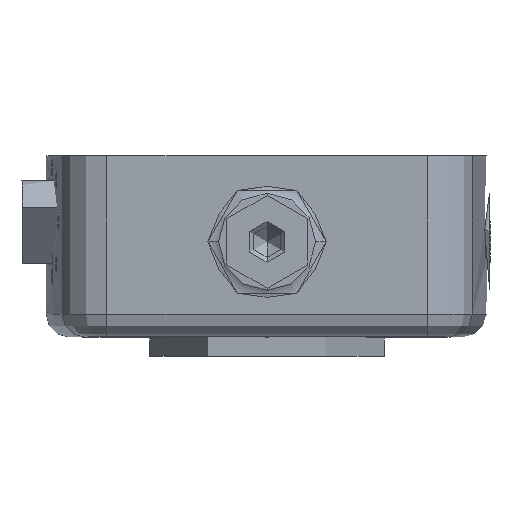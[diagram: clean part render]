
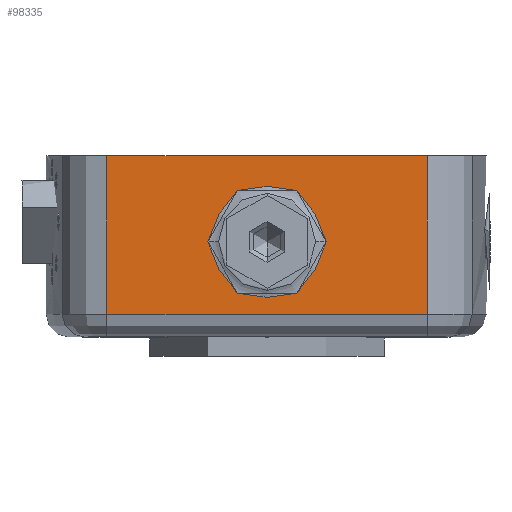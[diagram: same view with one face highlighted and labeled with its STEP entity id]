
A CAD part, front view. The second image highlights one B-rep face of the part: STEP entity #98335.
In plain terms, the highlighted planar face has unit normal (0, -1, 0).
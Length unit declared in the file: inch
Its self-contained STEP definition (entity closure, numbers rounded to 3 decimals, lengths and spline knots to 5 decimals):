
#7093 = ORIENTED_EDGE ( 'NONE', *, *, #162721, .T. ) ;
#8411 = CARTESIAN_POINT ( 'NONE',  ( 0.70689, -0.97, 0.013 ) ) ;
#10511 = ORIENTED_EDGE ( 'NONE', *, *, #100783, .T. ) ;
#13343 = DIRECTION ( 'NONE',  ( 0., 0., 1. ) ) ;
#16938 = CARTESIAN_POINT ( 'NONE',  ( -0.70689, -0.97, 0.013 ) ) ;
#23590 = AXIS2_PLACEMENT_3D ( 'NONE', #39573, #68420, #97882 ) ;
#28531 = EDGE_CURVE ( 'NONE', #115614, #91500, #123841, .T. ) ;
#33521 = CARTESIAN_POINT ( 'NONE',  ( 0.70689, -0.97, 0.013 ) ) ;
#39573 = CARTESIAN_POINT ( 'NONE',  ( 0., -0.97, -0.367 ) ) ;
#42297 = EDGE_LOOP ( 'NONE', ( #173140, #10511, #141554, #94216 ) ) ;
#44607 = AXIS2_PLACEMENT_3D ( 'NONE', #165375, #91269, #106040 ) ;
#46489 = VECTOR ( 'NONE', #13343, 39.37008 ) ;
#49133 = CARTESIAN_POINT ( 'NONE',  ( 0.70689, -0.97, -0.687 ) ) ;
#50930 = CARTESIAN_POINT ( 'NONE',  ( -0.70689, -0.97, -0.787 ) ) ;
#60847 = CARTESIAN_POINT ( 'NONE',  ( 0.26145, -0.97, -0.367 ) ) ;
#66984 = CARTESIAN_POINT ( 'NONE',  ( 0.70689, -0.97, -0.687 ) ) ;
#68420 = DIRECTION ( 'NONE',  ( 0., 1., 0. ) ) ;
#68814 = DIRECTION ( 'NONE',  ( 0., -1., 0. ) ) ;
#70318 = FACE_BOUND ( 'NONE', #93711, .T. ) ;
#82967 = VECTOR ( 'NONE', #161442, 39.37008 ) ;
#91269 = DIRECTION ( 'NONE',  ( 0., 1., 0. ) ) ;
#91500 = VERTEX_POINT ( 'NONE', #138595 ) ;
#93711 = EDGE_LOOP ( 'NONE', ( #126928, #7093 ) ) ;
#94216 = ORIENTED_EDGE ( 'NONE', *, *, #121174, .F. ) ;
#95914 = CARTESIAN_POINT ( 'NONE',  ( -0.70689, -0.97, -0.687 ) ) ;
#96884 = VECTOR ( 'NONE', #158595, 39.37008 ) ;
#97882 = DIRECTION ( 'NONE',  ( 1., 0., 0. ) ) ;
#98335 = ADVANCED_FACE ( 'NONE', ( #70318, #122900 ), #176369, .T. ) ;
#99363 = LINE ( 'NONE', #50930, #96884 ) ;
#100783 = EDGE_CURVE ( 'NONE', #117447, #178125, #164017, .T. ) ;
#101695 = LINE ( 'NONE', #135690, #46489 ) ;
#106040 = DIRECTION ( 'NONE',  ( 1., 0., 0. ) ) ;
#115614 = VERTEX_POINT ( 'NONE', #60847 ) ;
#117447 = VERTEX_POINT ( 'NONE', #95914 ) ;
#119426 = VERTEX_POINT ( 'NONE', #33521 ) ;
#121174 = EDGE_CURVE ( 'NONE', #134254, #119426, #147664, .T. ) ;
#121765 = EDGE_CURVE ( 'NONE', #178125, #119426, #101695, .T. ) ;
#122900 = FACE_OUTER_BOUND ( 'NONE', #42297, .T. ) ;
#123841 = CIRCLE ( 'NONE', #23590, 0.26145 ) ;
#126928 = ORIENTED_EDGE ( 'NONE', *, *, #28531, .T. ) ;
#134254 = VERTEX_POINT ( 'NONE', #16938 ) ;
#135690 = CARTESIAN_POINT ( 'NONE',  ( 0.70689, -0.97, -0.787 ) ) ;
#138595 = CARTESIAN_POINT ( 'NONE',  ( -0.26145, -0.97, -0.367 ) ) ;
#141554 = ORIENTED_EDGE ( 'NONE', *, *, #121765, .T. ) ;
#144407 = CARTESIAN_POINT ( 'NONE',  ( 0.70689, -0.97, -0.787 ) ) ;
#145230 = DIRECTION ( 'NONE',  ( 1., 0., 0. ) ) ;
#145703 = DIRECTION ( 'NONE',  ( 1., 0., 0. ) ) ;
#147664 = LINE ( 'NONE', #8411, #82967 ) ;
#158595 = DIRECTION ( 'NONE',  ( 0., 0., 1. ) ) ;
#161442 = DIRECTION ( 'NONE',  ( 1., 0., 0. ) ) ;
#162543 = CIRCLE ( 'NONE', #44607, 0.26145 ) ;
#162721 = EDGE_CURVE ( 'NONE', #91500, #115614, #162543, .T. ) ;
#164017 = LINE ( 'NONE', #66984, #195090 ) ;
#165375 = CARTESIAN_POINT ( 'NONE',  ( 0., -0.97, -0.367 ) ) ;
#173140 = ORIENTED_EDGE ( 'NONE', *, *, #176057, .F. ) ;
#176057 = EDGE_CURVE ( 'NONE', #117447, #134254, #99363, .T. ) ;
#176369 = PLANE ( 'NONE',  #177470 ) ;
#177470 = AXIS2_PLACEMENT_3D ( 'NONE', #144407, #68814, #145703 ) ;
#178125 = VERTEX_POINT ( 'NONE', #49133 ) ;
#195090 = VECTOR ( 'NONE', #145230, 39.37008 ) ;
